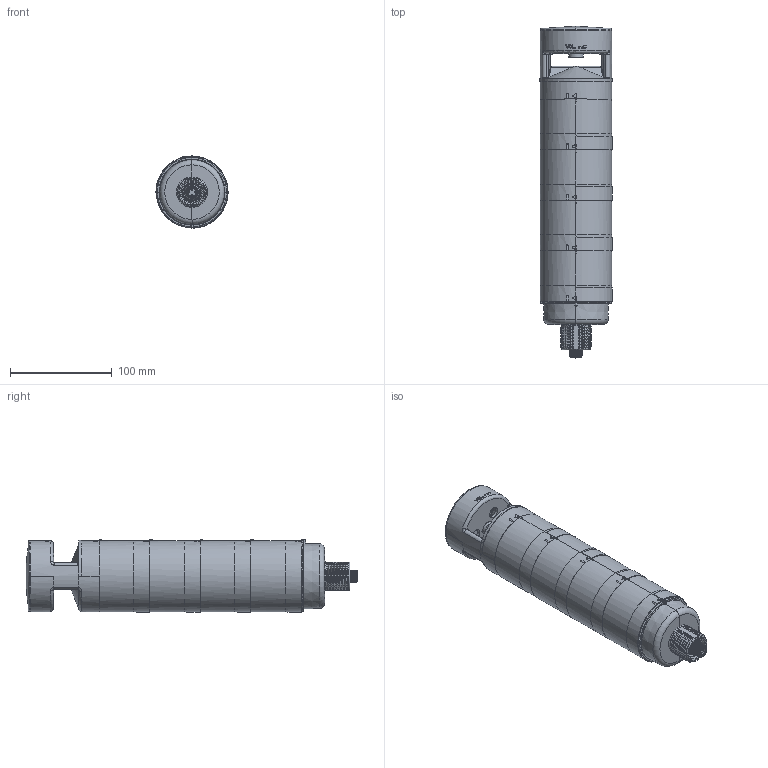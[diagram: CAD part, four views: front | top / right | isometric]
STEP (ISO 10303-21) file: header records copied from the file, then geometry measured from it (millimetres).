
FILE_DESCRIPTION((''),'2;1');
FILE_NAME('191339_ASM','2016-02-24T',('pdmadmin'),(''),'PRO/ENGINEER BY PARAMETRIC TECHNOLOGY CORPORATION, 2013230','PRO/ENGINEER BY PARAMETRIC TECHNOLOGY CORPORATION, 2013230','');
FILE_SCHEMA(('CONFIG_CONTROL_DESIGN'));
Length unit declared in the file: millimetre
Products named in the file (8): 180077; 180482; 08427; 183492; 183493; 180306; 180308; 191339_ASM
Assembly tree (13 placements, depth 2):
  191339_ASM
    180077
    180482
    08427
    183492  x4
    183493  x4
    180306
    180308
Bounding box: 71 x 326.31 x 71.25 mm (x, y, z)
Volume: 298899.1 mm3; surface area: 217113.3 mm2
Topology: 13 solids, 18 shells, 3423 faces, 8232 edges, 4886 vertices
Faces by surface type: bspline 1071, cylinder 917, plane 596, torus 358, cone 285, sphere 174, extrusion 22
Entity records: 95034 total; most frequent: CARTESIAN_POINT 59998, ORIENTED_EDGE 7976, DIRECTION 6333, EDGE_CURVE 3992, AXIS2_PLACEMENT_3D 2625, VERTEX_POINT 2411, EDGE_LOOP 1749, FACE_OUTER_BOUND 1650
